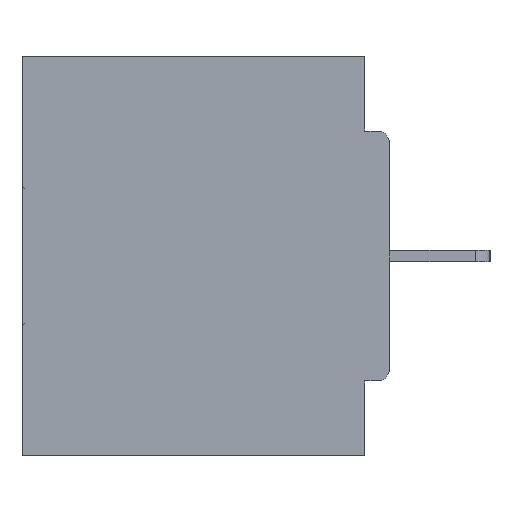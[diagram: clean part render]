
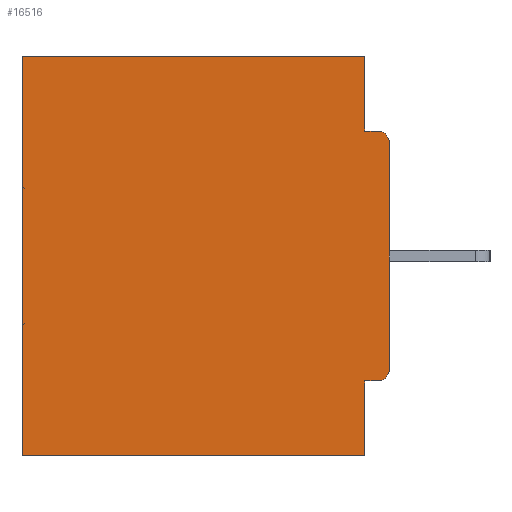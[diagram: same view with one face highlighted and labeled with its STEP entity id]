
A CAD part, left-side view. The second image highlights one B-rep face of the part: STEP entity #16516.
In plain terms, the highlighted planar face has unit normal (-1, 0, 0).
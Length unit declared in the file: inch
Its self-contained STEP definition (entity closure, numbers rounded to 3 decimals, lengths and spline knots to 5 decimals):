
#515 = ORIENTED_EDGE ( 'NONE', *, *, #37720, .T. ) ;
#597 = ORIENTED_EDGE ( 'NONE', *, *, #3805, .F. ) ;
#856 = EDGE_CURVE ( 'NONE', #16782, #9682, #35424, .T. ) ;
#1485 = FACE_OUTER_BOUND ( 'NONE', #13698, .T. ) ;
#1665 = LINE ( 'NONE', #3359, #32051 ) ;
#1691 = LINE ( 'NONE', #24813, #32075 ) ;
#2245 = LINE ( 'NONE', #31248, #10156 ) ;
#2985 = VECTOR ( 'NONE', #31305, 39.37008 ) ;
#3359 = CARTESIAN_POINT ( 'NONE',  ( 0.298, 0.031, -0.5 ) ) ;
#3699 = EDGE_CURVE ( 'NONE', #30589, #5359, #36559, .T. ) ;
#3805 = EDGE_CURVE ( 'NONE', #12234, #27001, #1665, .T. ) ;
#4586 = CARTESIAN_POINT ( 'NONE',  ( 0.298, 0., -0.5 ) ) ;
#4655 = CARTESIAN_POINT ( 'NONE',  ( 0.298, 0., 0. ) ) ;
#4729 = ORIENTED_EDGE ( 'NONE', *, *, #33557, .F. ) ;
#5359 = VERTEX_POINT ( 'NONE', #6664 ) ;
#5747 = VECTOR ( 'NONE', #20920, 39.37008 ) ;
#6411 = CARTESIAN_POINT ( 'NONE',  ( 0.298, 0.46, -0.5 ) ) ;
#6664 = CARTESIAN_POINT ( 'NONE',  ( 0.298, 0.031, -0.4065 ) ) ;
#7930 = CARTESIAN_POINT ( 'NONE',  ( 0.298, 0., -0.3915 ) ) ;
#8627 = AXIS2_PLACEMENT_3D ( 'NONE', #14303, #19558, #13412 ) ;
#8670 = VECTOR ( 'NONE', #19417, 39.37008 ) ;
#9415 = EDGE_CURVE ( 'NONE', #16506, #33315, #1691, .T. ) ;
#9502 = DIRECTION ( 'NONE',  ( 0., 0., -1. ) ) ;
#9509 = CARTESIAN_POINT ( 'NONE',  ( 0.298, 0.031, 0. ) ) ;
#9682 = VERTEX_POINT ( 'NONE', #28828 ) ;
#10156 = VECTOR ( 'NONE', #22889, 39.37008 ) ;
#10575 = AXIS2_PLACEMENT_3D ( 'NONE', #4655, #34064, #16614 ) ;
#10855 = VERTEX_POINT ( 'NONE', #7930 ) ;
#11994 = EDGE_CURVE ( 'NONE', #5359, #21498, #2245, .T. ) ;
#12234 = VERTEX_POINT ( 'NONE', #9509 ) ;
#12932 = CARTESIAN_POINT ( 'NONE',  ( 0.298, 0., -0.4065 ) ) ;
#13412 = DIRECTION ( 'NONE',  ( 0., 0., -1. ) ) ;
#13698 = EDGE_LOOP ( 'NONE', ( #21567, #18217, #597, #515, #37997, #4729, #17397, #26724, #26718, #30177 ) ) ;
#14303 = CARTESIAN_POINT ( 'NONE',  ( 0.298, 0.015, -0.1085 ) ) ;
#14832 = CARTESIAN_POINT ( 'NONE',  ( 0.298, 0.031, -0.0935 ) ) ;
#14905 = EDGE_CURVE ( 'NONE', #27001, #9682, #34268, .T. ) ;
#16506 = VERTEX_POINT ( 'NONE', #33693 ) ;
#16516 = ADVANCED_FACE ( 'NONE', ( #1485 ), #31046, .F. ) ;
#16587 = LINE ( 'NONE', #4586, #8670 ) ;
#16614 = DIRECTION ( 'NONE',  ( 0., 0., -1. ) ) ;
#16782 = VERTEX_POINT ( 'NONE', #17736 ) ;
#17397 = ORIENTED_EDGE ( 'NONE', *, *, #11994, .F. ) ;
#17427 = CARTESIAN_POINT ( 'NONE',  ( 0.298, 0.015, -0.3915 ) ) ;
#17736 = CARTESIAN_POINT ( 'NONE',  ( 0.298, 0., -0.1085 ) ) ;
#18141 = CARTESIAN_POINT ( 'NONE',  ( 0.298, 0., 0. ) ) ;
#18217 = ORIENTED_EDGE ( 'NONE', *, *, #14905, .F. ) ;
#19417 = DIRECTION ( 'NONE',  ( 0., 1., 0. ) ) ;
#19558 = DIRECTION ( 'NONE',  ( -1., 0., 0. ) ) ;
#20225 = EDGE_CURVE ( 'NONE', #30589, #10855, #20803, .T. ) ;
#20259 = VECTOR ( 'NONE', #32486, 39.37008 ) ;
#20424 = DIRECTION ( 'NONE',  ( 0., 0., -1. ) ) ;
#20803 = CIRCLE ( 'NONE', #35150, 0.015 ) ;
#20920 = DIRECTION ( 'NONE',  ( 0., 0., -1. ) ) ;
#21498 = VERTEX_POINT ( 'NONE', #28174 ) ;
#21507 = CARTESIAN_POINT ( 'NONE',  ( 0.298, 0.015, -0.4065 ) ) ;
#21567 = ORIENTED_EDGE ( 'NONE', *, *, #856, .T. ) ;
#22559 = CARTESIAN_POINT ( 'NONE',  ( 0.298, 0., -0.0935 ) ) ;
#22889 = DIRECTION ( 'NONE',  ( 0., 0., -1. ) ) ;
#23061 = VECTOR ( 'NONE', #24035, 39.37008 ) ;
#24035 = DIRECTION ( 'NONE',  ( 0., 1., 0. ) ) ;
#24813 = CARTESIAN_POINT ( 'NONE',  ( 0.298, 0.46, 0. ) ) ;
#26718 = ORIENTED_EDGE ( 'NONE', *, *, #20225, .T. ) ;
#26724 = ORIENTED_EDGE ( 'NONE', *, *, #3699, .F. ) ;
#27001 = VERTEX_POINT ( 'NONE', #14832 ) ;
#28174 = CARTESIAN_POINT ( 'NONE',  ( 0.298, 0.031, -0.5 ) ) ;
#28828 = CARTESIAN_POINT ( 'NONE',  ( 0.298, 0.015, -0.0935 ) ) ;
#30177 = ORIENTED_EDGE ( 'NONE', *, *, #34928, .F. ) ;
#30589 = VERTEX_POINT ( 'NONE', #21507 ) ;
#30756 = LINE ( 'NONE', #18141, #23061 ) ;
#31046 = PLANE ( 'NONE',  #10575 ) ;
#31248 = CARTESIAN_POINT ( 'NONE',  ( 0.298, 0.031, -0.5 ) ) ;
#31305 = DIRECTION ( 'NONE',  ( 0., -1., 0. ) ) ;
#32051 = VECTOR ( 'NONE', #9502, 39.37008 ) ;
#32075 = VECTOR ( 'NONE', #36433, 39.37008 ) ;
#32486 = DIRECTION ( 'NONE',  ( 0., 1., 0. ) ) ;
#33315 = VERTEX_POINT ( 'NONE', #6411 ) ;
#33557 = EDGE_CURVE ( 'NONE', #21498, #33315, #16587, .T. ) ;
#33693 = CARTESIAN_POINT ( 'NONE',  ( 0.298, 0.46, 0. ) ) ;
#34064 = DIRECTION ( 'NONE',  ( 1., 0., 0. ) ) ;
#34268 = LINE ( 'NONE', #22559, #2985 ) ;
#34928 = EDGE_CURVE ( 'NONE', #16782, #10855, #36938, .T. ) ;
#35150 = AXIS2_PLACEMENT_3D ( 'NONE', #17427, #37755, #20424 ) ;
#35333 = CARTESIAN_POINT ( 'NONE',  ( 0.298, 0., 0. ) ) ;
#35424 = CIRCLE ( 'NONE', #8627, 0.015 ) ;
#36433 = DIRECTION ( 'NONE',  ( 0., 0., -1. ) ) ;
#36559 = LINE ( 'NONE', #12932, #20259 ) ;
#36938 = LINE ( 'NONE', #35333, #5747 ) ;
#37720 = EDGE_CURVE ( 'NONE', #12234, #16506, #30756, .T. ) ;
#37755 = DIRECTION ( 'NONE',  ( -1., 0., 0. ) ) ;
#37997 = ORIENTED_EDGE ( 'NONE', *, *, #9415, .T. ) ;
